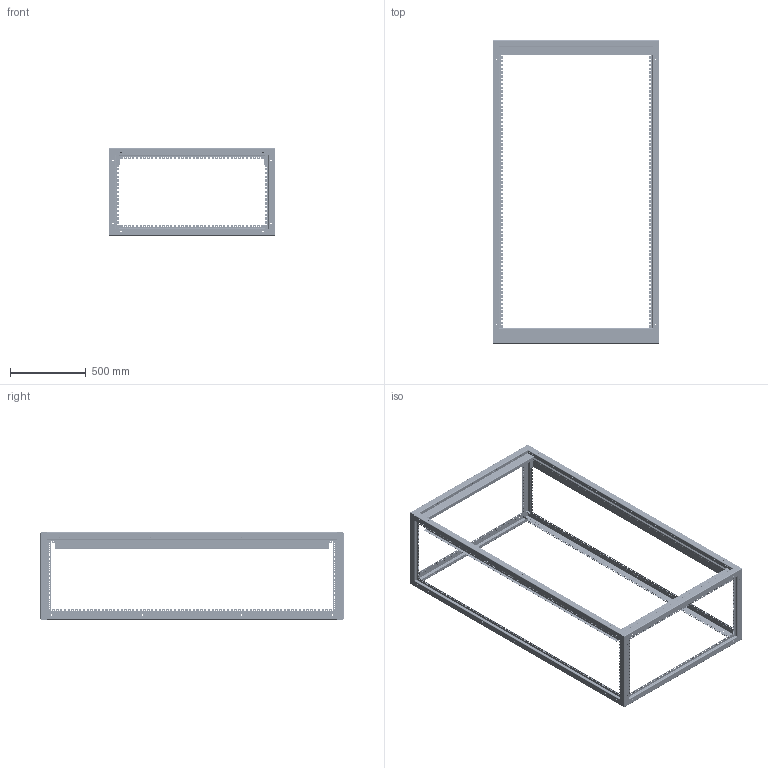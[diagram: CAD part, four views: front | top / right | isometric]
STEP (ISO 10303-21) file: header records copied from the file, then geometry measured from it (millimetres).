
FILE_DESCRIPTION(('STEP AP214'),'1');
FILE_NAME('cctmp_AF92B110-0181-4E95-BD8A-964415276582_2023_07_22_16_11_51_0695..stp','2023-07-22T14:11:57',('SIEMENS A&D'),('CADClick - www.CADClick.com'),'Spatial InterOp 3D postprocessed',' ','unknown authorization');
FILE_SCHEMA(('AUTOMOTIVE_DESIGN'));
Length unit declared in the file: millimetre
Products named in the file (27): cc_unnamed; 2023_07_22_16_11_51_0493; 2023_07_22_16_11_51_0490; 2023_07_22_16_11_51_0487; 2023_07_22_16_11_51_0483; 2023_07_22_16_11_51_0479; 2023_07_22_16_11_51_0474; 2023_07_22_16_11_51_0470; 2023_07_22_16_11_51_0466; 2023_07_22_16_11_51_0462; 2023_07_22_16_11_51_0458; 2023_07_22_16_11_51_0454; 2023_07_22_16_11_51_0450; 2023_07_22_16_11_51_0446; 2023_07_22_16_11_51_0442; 2023_07_22_16_11_51_0438; 2023_07_22_16_11_51_0434; 2023_07_22_16_11_51_0430; 2023_07_22_16_11_51_0426; 2023_07_22_16_11_51_0422; 2023_07_22_16_11_51_0418; 2023_07_22_16_11_51_0414; 2023_07_22_16_11_51_0410; 2023_07_22_16_11_51_0406; 2023_07_22_16_11_51_0402; 2023_07_22_16_11_51_0399; 2023_07_22_16_11_51_0395
Assembly tree (26 placements, depth 2):
  cc_unnamed
    2023_07_22_16_11_51_0493
    2023_07_22_16_11_51_0490
    2023_07_22_16_11_51_0487
    2023_07_22_16_11_51_0483
    2023_07_22_16_11_51_0479
    2023_07_22_16_11_51_0474
    2023_07_22_16_11_51_0470
    2023_07_22_16_11_51_0466
    2023_07_22_16_11_51_0462
    2023_07_22_16_11_51_0458
    2023_07_22_16_11_51_0454
    2023_07_22_16_11_51_0450
    2023_07_22_16_11_51_0446
    2023_07_22_16_11_51_0442
    2023_07_22_16_11_51_0438
    2023_07_22_16_11_51_0434
    2023_07_22_16_11_51_0430
    2023_07_22_16_11_51_0426
    2023_07_22_16_11_51_0422
    2023_07_22_16_11_51_0418
    2023_07_22_16_11_51_0414
    2023_07_22_16_11_51_0410
    2023_07_22_16_11_51_0406
    2023_07_22_16_11_51_0402
    2023_07_22_16_11_51_0399
    2023_07_22_16_11_51_0395
Bounding box: 1100 x 2000 x 575 mm (x, y, z)
Volume: 5396619.6 mm3; surface area: 5997048.7 mm2
Topology: 26 solids, 26 shells, 6416 faces, 18952 edges, 12572 vertices
Faces by surface type: plane 3636, cylinder 2716, cone 64
Entity records: 242924 total; most frequent: CARTESIAN_POINT 38247, ORIENTED_EDGE 37904, DIRECTION 37398, EDGE_CURVE 18952, LINE 13344, VECTOR 13344, VERTEX_POINT 12572, AXIS2_PLACEMENT_3D 12027
